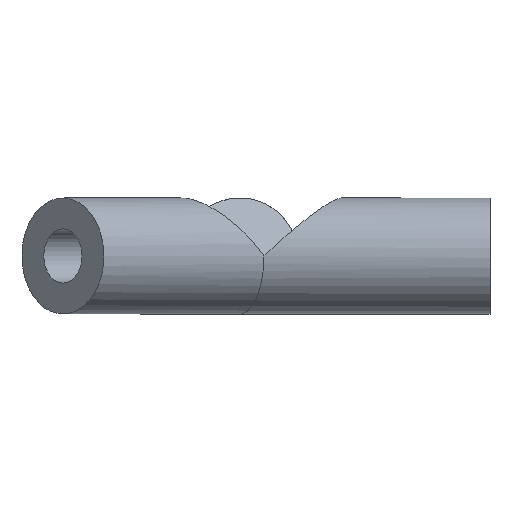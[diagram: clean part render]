
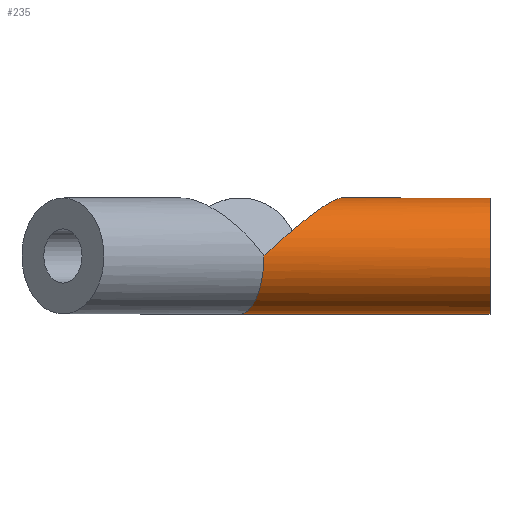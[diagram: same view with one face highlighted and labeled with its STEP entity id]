
A CAD part, front view. The second image highlights one B-rep face of the part: STEP entity #235.
In plain terms, the highlighted cylindrical face has radius 2.9 mm (diameter 5.8 mm), a partial arc.
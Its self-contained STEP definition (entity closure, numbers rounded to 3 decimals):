
#157=CARTESIAN_POINT('',(3.646,2.803,0.744));
#158=VERTEX_POINT('',#157);
#166=CARTESIAN_POINT('',(12.5,2.803,0.744));
#167=VERTEX_POINT('',#166);
#168=CARTESIAN_POINT('',(3.646,2.803,0.744));
#169=DIRECTION('',(1.0,0.0,0.0));
#170=VECTOR('',#169,8.854);
#171=LINE('',#168,#170);
#172=EDGE_CURVE('',#158,#167,#171,.T.);
#194=CARTESIAN_POINT('',(0.,0.,0.));
#195=DIRECTION('',(1.0,0.0,0.0));
#196=DIRECTION('',(0.0,0.906,0.423));
#197=AXIS2_PLACEMENT_3D('',#194,#195,#196);
#198=CYLINDRICAL_SURFACE('',#197,2.9);
#199=ORIENTED_EDGE('',*,*,#172,.F.);
#200=CARTESIAN_POINT('',(1.201,-2.9,0.0));
#201=VERTEX_POINT('',#200);
#202=CARTESIAN_POINT('',(2.051,0.,0.));
#203=DIRECTION('',(0.679,-0.199,-0.707));
#204=DIRECTION('',(0.735,0.184,0.653));
#205=AXIS2_PLACEMENT_3D('',#202,#203,#204);
#206=ELLIPSE('',#205,4.274,2.9);
#207=EDGE_CURVE('',#158,#201,#206,.T.);
#208=ORIENTED_EDGE('',*,*,#207,.T.);
#209=CARTESIAN_POINT('',(0.,0.,-2.9));
#210=VERTEX_POINT('',#209);
#211=CARTESIAN_POINT('',(0.,0.,0.));
#212=DIRECTION('',(-0.924,-0.383,0.));
#213=DIRECTION('',(-0.383,0.924,0.));
#214=AXIS2_PLACEMENT_3D('',#211,#212,#213);
#215=ELLIPSE('',#214,3.139,2.9);
#216=EDGE_CURVE('',#210,#201,#215,.T.);
#217=ORIENTED_EDGE('',*,*,#216,.F.);
#218=CARTESIAN_POINT('',(12.5,0.,-2.9));
#219=VERTEX_POINT('',#218);
#220=CARTESIAN_POINT('',(0.,0.,-2.9));
#221=DIRECTION('',(1.0,0.0,0.0));
#222=VECTOR('',#221,12.5);
#223=LINE('',#220,#222);
#224=EDGE_CURVE('',#210,#219,#223,.T.);
#225=ORIENTED_EDGE('',*,*,#224,.T.);
#226=CARTESIAN_POINT('',(12.5,0.,0.));
#227=DIRECTION('',(-1.0,0.0,0.0));
#228=DIRECTION('',(0.0,0.906,0.423));
#229=AXIS2_PLACEMENT_3D('',#226,#227,#228);
#230=CIRCLE('',#229,2.9);
#231=EDGE_CURVE('',#219,#167,#230,.T.);
#232=ORIENTED_EDGE('',*,*,#231,.T.);
#233=EDGE_LOOP('',(#199,#208,#217,#225,#232));
#234=FACE_OUTER_BOUND('',#233,.T.);
#235=ADVANCED_FACE('',(#234),#198,.T.);
